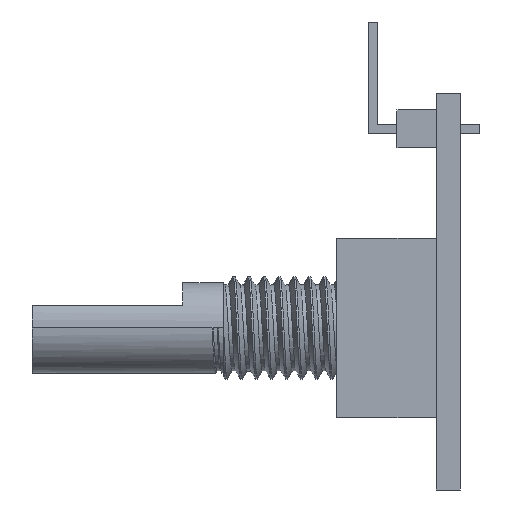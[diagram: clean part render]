
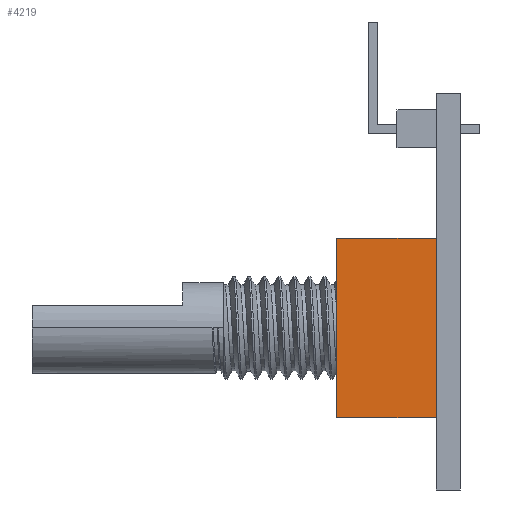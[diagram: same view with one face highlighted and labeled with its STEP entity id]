
A CAD part, left-side view. The second image highlights one B-rep face of the part: STEP entity #4219.
In plain terms, the highlighted planar face has unit normal (-1, 0, 0).
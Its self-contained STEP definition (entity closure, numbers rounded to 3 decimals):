
#49 = VECTOR ( 'NONE', #564, 1000. ) ;
#242 = AXIS2_PLACEMENT_3D ( 'NONE', #769, #1480, #3592 ) ;
#372 = DIRECTION ( 'NONE',  ( 0., 0., 1. ) ) ;
#436 = EDGE_LOOP ( 'NONE', ( #3986, #1444, #1589, #1032 ) ) ;
#564 = DIRECTION ( 'NONE',  ( 0., 0., 1. ) ) ;
#769 = CARTESIAN_POINT ( 'NONE',  ( -5., 8.2, -8.35 ) ) ;
#871 = CARTESIAN_POINT ( 'NONE',  ( -5., 8.2, -8.35 ) ) ;
#986 = VERTEX_POINT ( 'NONE', #2248 ) ;
#1032 = ORIENTED_EDGE ( 'NONE', *, *, #3363, .T. ) ;
#1444 = ORIENTED_EDGE ( 'NONE', *, *, #4450, .F. ) ;
#1480 = DIRECTION ( 'NONE',  ( 1., 0., 0. ) ) ;
#1589 = ORIENTED_EDGE ( 'NONE', *, *, #1857, .F. ) ;
#1737 = EDGE_CURVE ( 'NONE', #986, #2050, #3830, .T. ) ;
#1857 = EDGE_CURVE ( 'NONE', #3801, #3927, #3054, .T. ) ;
#2050 = VERTEX_POINT ( 'NONE', #2528 ) ;
#2093 = CARTESIAN_POINT ( 'NONE',  ( -5., 1.6, -8.35 ) ) ;
#2248 = CARTESIAN_POINT ( 'NONE',  ( -5., 1.6, -8.35 ) ) ;
#2352 = DIRECTION ( 'NONE',  ( 0., -1., 0. ) ) ;
#2385 = VECTOR ( 'NONE', #372, 1000. ) ;
#2528 = CARTESIAN_POINT ( 'NONE',  ( -5., 1.6, 3.55 ) ) ;
#3054 = LINE ( 'NONE', #3356, #49 ) ;
#3356 = CARTESIAN_POINT ( 'NONE',  ( -5., 8.2, -8.35 ) ) ;
#3363 = EDGE_CURVE ( 'NONE', #3801, #986, #4091, .T. ) ;
#3435 = LINE ( 'NONE', #4151, #4283 ) ;
#3592 = DIRECTION ( 'NONE',  ( 0., 0., -1. ) ) ;
#3711 = CARTESIAN_POINT ( 'NONE',  ( -5., 8.2, -8.35 ) ) ;
#3794 = FACE_OUTER_BOUND ( 'NONE', #436, .T. ) ;
#3801 = VERTEX_POINT ( 'NONE', #871 ) ;
#3821 = VECTOR ( 'NONE', #2352, 1000. ) ;
#3822 = CARTESIAN_POINT ( 'NONE',  ( -5., 8.2, 3.55 ) ) ;
#3830 = LINE ( 'NONE', #2093, #2385 ) ;
#3851 = DIRECTION ( 'NONE',  ( 0., -1., 0. ) ) ;
#3927 = VERTEX_POINT ( 'NONE', #3822 ) ;
#3986 = ORIENTED_EDGE ( 'NONE', *, *, #1737, .T. ) ;
#4091 = LINE ( 'NONE', #3711, #3821 ) ;
#4143 = PLANE ( 'NONE',  #242 ) ;
#4151 = CARTESIAN_POINT ( 'NONE',  ( -5., 8.2, 3.55 ) ) ;
#4219 = ADVANCED_FACE ( 'NONE', ( #3794 ), #4143, .F. ) ;
#4283 = VECTOR ( 'NONE', #3851, 1000. ) ;
#4450 = EDGE_CURVE ( 'NONE', #3927, #2050, #3435, .T. ) ;
